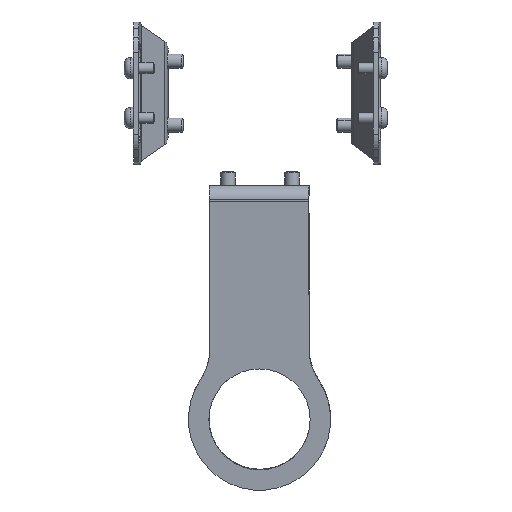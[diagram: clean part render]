
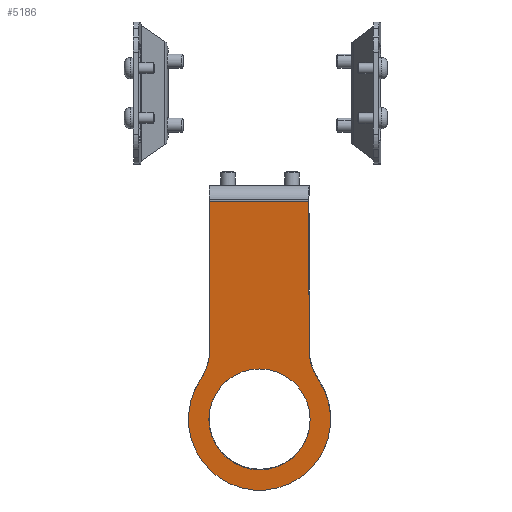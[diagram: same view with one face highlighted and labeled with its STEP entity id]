
A CAD part, left-side view. The second image highlights one B-rep face of the part: STEP entity #5186.
In plain terms, the highlighted planar face has unit normal (-0.996, 0.026, -0.087).
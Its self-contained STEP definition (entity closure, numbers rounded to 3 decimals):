
#24 = DIRECTION ( 'NONE',  ( -0.996, 0.026, -0.087 ) ) ;
#276 = VECTOR ( 'NONE', #7278, 1000. ) ;
#288 = DIRECTION ( 'NONE',  ( -0.087, 0.002, 0.996 ) ) ;
#421 = EDGE_CURVE ( 'NONE', #7859, #759, #3591, .T. ) ;
#484 = CIRCLE ( 'NONE', #6712, 20. ) ;
#541 = VERTEX_POINT ( 'NONE', #2693 ) ;
#552 = AXIS2_PLACEMENT_3D ( 'NONE', #6060, #6591, #1679 ) ;
#656 = LINE ( 'NONE', #1995, #5364 ) ;
#759 = VERTEX_POINT ( 'NONE', #6702 ) ;
#897 = EDGE_CURVE ( 'NONE', #6517, #7859, #656, .T. ) ;
#991 = EDGE_CURVE ( 'NONE', #6413, #541, #7044, .T. ) ;
#1079 = VERTEX_POINT ( 'NONE', #2723 ) ;
#1245 = CARTESIAN_POINT ( 'NONE',  ( 322.829, 233.093, -91.771 ) ) ;
#1273 = EDGE_LOOP ( 'NONE', ( #7408, #4496, #4097, #6197, #3681, #5365 ) ) ;
#1566 = EDGE_LOOP ( 'NONE', ( #5009, #7756 ) ) ;
#1638 = PLANE ( 'NONE',  #552 ) ;
#1679 = DIRECTION ( 'NONE',  ( -0.087, 0.002, 0.996 ) ) ;
#1877 = DIRECTION ( 'NONE',  ( -0.026, -1., 0. ) ) ;
#1937 = CARTESIAN_POINT ( 'NONE',  ( 321.588, 233.125, -77.576 ) ) ;
#1995 = CARTESIAN_POINT ( 'NONE',  ( 317.824, 247.229, -30.349 ) ) ;
#2065 = CIRCLE ( 'NONE', #7244, 15. ) ;
#2493 = CARTESIAN_POINT ( 'NONE',  ( 316.711, 219.248, -26. ) ) ;
#2693 = CARTESIAN_POINT ( 'NONE',  ( 324.071, 233.06, -105.967 ) ) ;
#2723 = CARTESIAN_POINT ( 'NONE',  ( 321.488, 247.133, -72.25 ) ) ;
#2872 = CARTESIAN_POINT ( 'NONE',  ( 317.443, 247.239, -26. ) ) ;
#2936 = FACE_OUTER_BOUND ( 'NONE', #1273, .T. ) ;
#3032 = CARTESIAN_POINT ( 'NONE',  ( 317.091, 219.238, -30.349 ) ) ;
#3034 = LINE ( 'NONE', #2872, #4304 ) ;
#3035 = EDGE_CURVE ( 'NONE', #1079, #3147, #4172, .T. ) ;
#3147 = VERTEX_POINT ( 'NONE', #4893 ) ;
#3159 = EDGE_CURVE ( 'NONE', #6517, #1079, #3034, .T. ) ;
#3380 = CARTESIAN_POINT ( 'NONE',  ( 320.363, 204.148, -72.25 ) ) ;
#3445 = CARTESIAN_POINT ( 'NONE',  ( 321.881, 262.128, -72.25 ) ) ;
#3591 = LINE ( 'NONE', #2493, #276 ) ;
#3681 = ORIENTED_EDGE ( 'NONE', *, *, #421, .F. ) ;
#3727 = DIRECTION ( 'NONE',  ( -0.087, 0.002, 0.996 ) ) ;
#3760 = AXIS2_PLACEMENT_3D ( 'NONE', #1245, #24, #3727 ) ;
#3816 = AXIS2_PLACEMENT_3D ( 'NONE', #3445, #6520, #5796 ) ;
#3870 = DIRECTION ( 'NONE',  ( -0.996, 0.026, -0.087 ) ) ;
#3951 = EDGE_CURVE ( 'NONE', #3147, #5675, #484, .T. ) ;
#4022 = DIRECTION ( 'NONE',  ( -0.087, 0.002, 0.996 ) ) ;
#4097 = ORIENTED_EDGE ( 'NONE', *, *, #3951, .T. ) ;
#4172 = CIRCLE ( 'NONE', #3816, 15. ) ;
#4206 = DIRECTION ( 'NONE',  ( 0.087, -0.002, -0.996 ) ) ;
#4304 = VECTOR ( 'NONE', #4206, 1000. ) ;
#4496 = ORIENTED_EDGE ( 'NONE', *, *, #3035, .T. ) ;
#4592 = DIRECTION ( 'NONE',  ( -0.087, 0.002, 0.996 ) ) ;
#4893 = CARTESIAN_POINT ( 'NONE',  ( 322.287, 249.684, -80.616 ) ) ;
#5009 = ORIENTED_EDGE ( 'NONE', *, *, #991, .F. ) ;
#5186 = ADVANCED_FACE ( 'NONE', ( #7876, #2936 ), #1638, .T. ) ;
#5235 = AXIS2_PLACEMENT_3D ( 'NONE', #5244, #6491, #4592 ) ;
#5244 = CARTESIAN_POINT ( 'NONE',  ( 322.829, 233.093, -91.771 ) ) ;
#5364 = VECTOR ( 'NONE', #1877, 1000. ) ;
#5365 = ORIENTED_EDGE ( 'NONE', *, *, #897, .F. ) ;
#5675 = VERTEX_POINT ( 'NONE', #7944 ) ;
#5796 = DIRECTION ( 'NONE',  ( -0.087, 0.002, 0.996 ) ) ;
#5849 = DIRECTION ( 'NONE',  ( 0.996, -0.026, 0.087 ) ) ;
#6060 = CARTESIAN_POINT ( 'NONE',  ( 317.443, 247.239, -26. ) ) ;
#6197 = ORIENTED_EDGE ( 'NONE', *, *, #6959, .T. ) ;
#6413 = VERTEX_POINT ( 'NONE', #1937 ) ;
#6491 = DIRECTION ( 'NONE',  ( -0.996, 0.026, -0.087 ) ) ;
#6517 = VERTEX_POINT ( 'NONE', #7230 ) ;
#6520 = DIRECTION ( 'NONE',  ( 0.996, -0.026, 0.087 ) ) ;
#6591 = DIRECTION ( 'NONE',  ( -0.996, 0.026, -0.087 ) ) ;
#6702 = CARTESIAN_POINT ( 'NONE',  ( 320.756, 219.142, -72.25 ) ) ;
#6712 = AXIS2_PLACEMENT_3D ( 'NONE', #7106, #3870, #4022 ) ;
#6959 = EDGE_CURVE ( 'NONE', #5675, #759, #2065, .T. ) ;
#7044 = CIRCLE ( 'NONE', #5235, 14.25 ) ;
#7106 = CARTESIAN_POINT ( 'NONE',  ( 322.829, 233.093, -91.771 ) ) ;
#7230 = CARTESIAN_POINT ( 'NONE',  ( 317.824, 247.229, -30.349 ) ) ;
#7244 = AXIS2_PLACEMENT_3D ( 'NONE', #3380, #5849, #288 ) ;
#7248 = CIRCLE ( 'NONE', #3760, 14.25 ) ;
#7278 = DIRECTION ( 'NONE',  ( 0.087, -0.002, -0.996 ) ) ;
#7408 = ORIENTED_EDGE ( 'NONE', *, *, #3159, .T. ) ;
#7649 = EDGE_CURVE ( 'NONE', #541, #6413, #7248, .T. ) ;
#7756 = ORIENTED_EDGE ( 'NONE', *, *, #7649, .F. ) ;
#7859 = VERTEX_POINT ( 'NONE', #3032 ) ;
#7876 = FACE_BOUND ( 'NONE', #1566, .T. ) ;
#7944 = CARTESIAN_POINT ( 'NONE',  ( 321.42, 216.553, -80.616 ) ) ;
